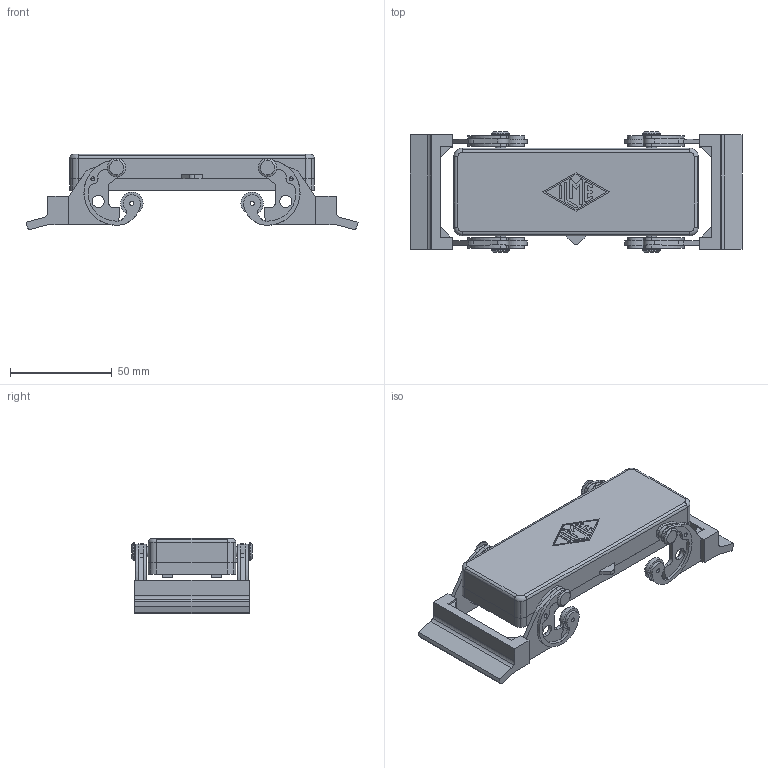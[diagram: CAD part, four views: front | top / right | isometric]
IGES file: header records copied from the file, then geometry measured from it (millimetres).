
Global section: file name: No Iges File Name specified; native system: AutoDesk Inventor R6.1; preprocessor: AutoDesk Inventor Iges Exporter R6.1; author: No Author specified; organization: No Organization specified; date: 20061213.111348; units: millimetre
Bounding box: 162.84 x 59 x 36.87 mm (x, y, z)
Volume: 57814 mm3; surface area: 37660.9 mm2
Topology: 1 solids, 1 shells, 499 faces, 1353 edges, 880 vertices
Faces by surface type: bspline 175, plane 165, cylinder 77, revolution 74, cone 4, torus 4
